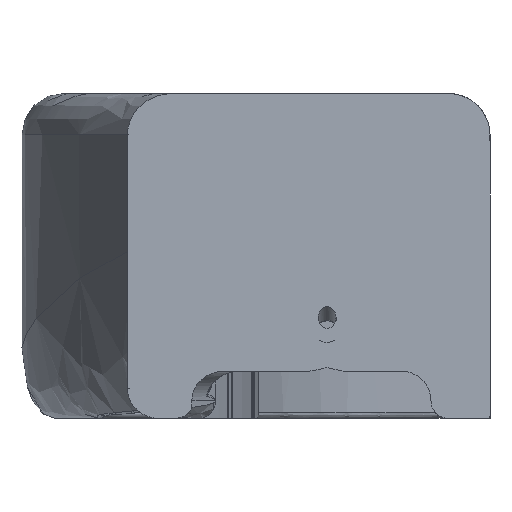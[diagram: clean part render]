
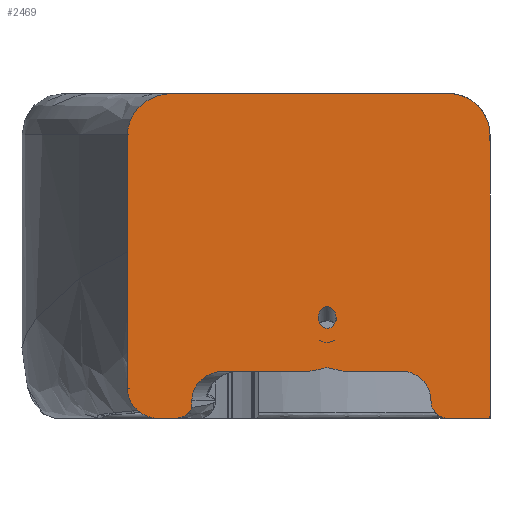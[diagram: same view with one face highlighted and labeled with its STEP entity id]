
A CAD part, front view. The second image highlights one B-rep face of the part: STEP entity #2469.
In plain terms, the highlighted planar face has unit normal (0, -1, 0).
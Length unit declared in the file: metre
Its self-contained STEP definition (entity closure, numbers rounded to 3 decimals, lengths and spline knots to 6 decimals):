
#95=ELLIPSE('',#2653,0.001831,0.0015);
#96=ELLIPSE('',#2656,0.005391,0.005);
#106=CIRCLE('',#2629,0.003);
#118=CIRCLE('',#2654,0.005);
#119=CIRCLE('',#2655,0.007);
#209=PLANE('',#2652);
#267=B_SPLINE_CURVE_WITH_KNOTS('',3,(#3749,#3750,#3751,#3752,#3753),
 .UNSPECIFIED.,.F.,.F.,(4,1,4),(0.,0.001844,0.003687),
 .UNSPECIFIED.);
#301=B_SPLINE_CURVE_WITH_KNOTS('',3,(#4154,#4155,#4156,#4157,#4158,#4159,
#4160,#4161,#4162),.UNSPECIFIED.,.F.,.F.,(4,1,1,1,1,1,4),(0.,0.001684,
0.002526,0.003368,0.004211,0.005053,
0.006737),.UNSPECIFIED.);
#302=B_SPLINE_CURVE_WITH_KNOTS('',3,(#4169,#4170,#4171,#4172,#4173,#4174,
#4175),.UNSPECIFIED.,.F.,.F.,(4,1,1,1,4),(0.,0.002859,0.005717,
0.008576,0.011434),.UNSPECIFIED.);
#303=B_SPLINE_CURVE_WITH_KNOTS('',3,(#4179,#4180,#4181,#4182,#4183,#4184,
#4185),.UNSPECIFIED.,.F.,.F.,(4,1,1,1,4),(0.,0.25,0.5,0.75,1.),
 .UNSPECIFIED.);
#581=ORIENTED_EDGE('',*,*,#1347,.F.);
#582=ORIENTED_EDGE('',*,*,#1348,.T.);
#583=ORIENTED_EDGE('',*,*,#1349,.T.);
#584=ORIENTED_EDGE('',*,*,#1319,.T.);
#585=ORIENTED_EDGE('',*,*,#1350,.T.);
#586=ORIENTED_EDGE('',*,*,#1284,.T.);
#587=ORIENTED_EDGE('',*,*,#1351,.T.);
#588=ORIENTED_EDGE('',*,*,#1352,.T.);
#589=ORIENTED_EDGE('',*,*,#1353,.T.);
#590=ORIENTED_EDGE('',*,*,#1345,.T.);
#591=ORIENTED_EDGE('',*,*,#1354,.T.);
#592=ORIENTED_EDGE('',*,*,#1355,.F.);
#593=ORIENTED_EDGE('',*,*,#1356,.T.);
#594=ORIENTED_EDGE('',*,*,#1318,.T.);
#595=ORIENTED_EDGE('',*,*,#1290,.T.);
#596=ORIENTED_EDGE('',*,*,#1357,.F.);
#597=ORIENTED_EDGE('',*,*,#1358,.T.);
#1284=EDGE_CURVE('',#1679,#1678,#106,.F.);
#1290=EDGE_CURVE('',#1681,#1683,#267,.T.);
#1318=EDGE_CURVE('',#1695,#1681,#1906,.T.);
#1319=EDGE_CURVE('',#1706,#1707,#1907,.T.);
#1345=EDGE_CURVE('',#1732,#1731,#1910,.T.);
#1347=EDGE_CURVE('',#1733,#1733,#95,.F.);
#1348=EDGE_CURVE('',#1734,#1735,#1912,.T.);
#1349=EDGE_CURVE('',#1735,#1706,#301,.T.);
#1350=EDGE_CURVE('',#1707,#1679,#118,.T.);
#1351=EDGE_CURVE('',#1678,#1736,#1913,.T.);
#1352=EDGE_CURVE('',#1736,#1737,#1914,.T.);
#1353=EDGE_CURVE('',#1737,#1732,#119,.F.);
#1354=EDGE_CURVE('',#1731,#1738,#302,.T.);
#1355=EDGE_CURVE('',#1739,#1738,#1915,.T.);
#1356=EDGE_CURVE('',#1739,#1695,#303,.T.);
#1357=EDGE_CURVE('',#1740,#1683,#1916,.T.);
#1358=EDGE_CURVE('',#1740,#1734,#96,.T.);
#1678=VERTEX_POINT('',#3697);
#1679=VERTEX_POINT('',#3699);
#1681=VERTEX_POINT('',#3722);
#1683=VERTEX_POINT('',#3748);
#1695=VERTEX_POINT('',#3921);
#1706=VERTEX_POINT('',#3970);
#1707=VERTEX_POINT('',#3971);
#1731=VERTEX_POINT('',#4144);
#1732=VERTEX_POINT('',#4146);
#1733=VERTEX_POINT('',#4150);
#1734=VERTEX_POINT('',#4152);
#1735=VERTEX_POINT('',#4153);
#1736=VERTEX_POINT('',#4165);
#1737=VERTEX_POINT('',#4167);
#1738=VERTEX_POINT('',#4176);
#1739=VERTEX_POINT('',#4178);
#1740=VERTEX_POINT('',#4187);
#1906=LINE('',#3967,#1988);
#1907=LINE('',#3969,#1989);
#1910=LINE('',#4145,#1992);
#1912=LINE('',#4151,#1994);
#1913=LINE('',#4164,#1995);
#1914=LINE('',#4166,#1996);
#1915=LINE('',#4177,#1997);
#1916=LINE('',#4186,#1998);
#1988=VECTOR('',#2889,1.);
#1989=VECTOR('',#2892,1.);
#1992=VECTOR('',#2899,1.);
#1994=VECTOR('',#2905,1.);
#1995=VECTOR('',#2908,1.);
#1996=VECTOR('',#2909,1.);
#1997=VECTOR('',#2912,1.);
#1998=VECTOR('',#2913,1.);
#2075=EDGE_LOOP('',(#581));
#2076=EDGE_LOOP('',(#582,#583,#584,#585,#586,#587,#588,#589,#590,#591,#592,
#593,#594,#595,#596,#597));
#2253=FACE_BOUND('',#2075,.T.);
#2254=FACE_BOUND('',#2076,.T.);
#2469=ADVANCED_FACE('',(#2253,#2254),#209,.F.);
#2629=AXIS2_PLACEMENT_3D('',#3698,#2843,#2844);
#2652=AXIS2_PLACEMENT_3D('',#4148,#2901,#2902);
#2653=AXIS2_PLACEMENT_3D('',#4149,#2903,#2904);
#2654=AXIS2_PLACEMENT_3D('',#4163,#2906,#2907);
#2655=AXIS2_PLACEMENT_3D('',#4168,#2910,#2911);
#2656=AXIS2_PLACEMENT_3D('',#4188,#2914,#2915);
#2843=DIRECTION('',(0.,1.,0.));
#2844=DIRECTION('',(0.,0.,1.));
#2889=DIRECTION('',(1.,0.,0.));
#2892=DIRECTION('',(1.,0.,0.));
#2899=DIRECTION('',(-1.,0.,0.));
#2901=DIRECTION('',(0.,1.,0.));
#2902=DIRECTION('',(0.,0.,1.));
#2903=DIRECTION('',(0.,1.,0.));
#2904=DIRECTION('',(0.,0.,1.));
#2905=DIRECTION('',(1.,0.,0.));
#2906=DIRECTION('',(0.,1.,0.));
#2907=DIRECTION('',(0.,0.,1.));
#2908=DIRECTION('',(1.,0.,0.));
#2909=DIRECTION('',(0.,0.,1.));
#2910=DIRECTION('',(0.,1.,0.));
#2911=DIRECTION('',(0.,0.,1.));
#2912=DIRECTION('',(0.,0.,1.));
#2913=DIRECTION('',(0.,0.,-1.));
#2914=DIRECTION('',(0.,1.,0.));
#2915=DIRECTION('',(-1.,0.,0.));
#3697=CARTESIAN_POINT('',(-0.182,0.044474,-0.055));
#3698=CARTESIAN_POINT('',(-0.182,0.044474,-0.052));
#3699=CARTESIAN_POINT('',(-0.185,0.044474,-0.052));
#3722=CARTESIAN_POINT('',(-0.22842,0.044474,-0.055));
#3748=CARTESIAN_POINT('',(-0.225451,0.044474,-0.053137));
#3749=CARTESIAN_POINT('',(-0.22842,0.044474,-0.055));
#3750=CARTESIAN_POINT('',(-0.227797,0.044474,-0.055));
#3751=CARTESIAN_POINT('',(-0.22657,0.044474,-0.054661));
#3752=CARTESIAN_POINT('',(-0.225702,0.044474,-0.053709));
#3753=CARTESIAN_POINT('',(-0.225451,0.044474,-0.053137));
#3921=CARTESIAN_POINT('',(-0.230891,0.044474,-0.055));
#3967=CARTESIAN_POINT('',(-0.176485,0.044474,-0.055));
#3969=CARTESIAN_POINT('',(-0.176485,0.044474,-0.047));
#3970=CARTESIAN_POINT('',(-0.19922,0.044474,-0.047));
#3971=CARTESIAN_POINT('',(-0.19,0.044474,-0.047));
#4144=CARTESIAN_POINT('',(-0.228713,0.044474,0.));
#4145=CARTESIAN_POINT('',(-0.176485,0.044474,0.));
#4146=CARTESIAN_POINT('',(-0.182,0.044474,0.));
#4148=CARTESIAN_POINT('',(-0.176485,0.044474,-0.055002));
#4149=CARTESIAN_POINT('',(-0.20256,0.044474,-0.037915));
#4150=CARTESIAN_POINT('',(-0.20256,0.044474,-0.036084));
#4151=CARTESIAN_POINT('',(-0.176485,0.044474,-0.047));
#4152=CARTESIAN_POINT('',(-0.220061,0.044474,-0.047));
#4153=CARTESIAN_POINT('',(-0.2059,0.044474,-0.047));
#4154=CARTESIAN_POINT('',(-0.2059,0.044474,-0.047));
#4155=CARTESIAN_POINT('',(-0.205334,0.044474,-0.047));
#4156=CARTESIAN_POINT('',(-0.2045,0.044474,-0.046859));
#4157=CARTESIAN_POINT('',(-0.203416,0.044474,-0.046542));
#4158=CARTESIAN_POINT('',(-0.202578,0.044474,-0.046364));
#4159=CARTESIAN_POINT('',(-0.201723,0.044474,-0.046535));
#4160=CARTESIAN_POINT('',(-0.200633,0.044474,-0.046857));
#4161=CARTESIAN_POINT('',(-0.199792,0.044474,-0.047));
#4162=CARTESIAN_POINT('',(-0.19922,0.044474,-0.047));
#4163=CARTESIAN_POINT('',(-0.19,0.044474,-0.052));
#4164=CARTESIAN_POINT('',(-0.176485,0.044474,-0.055));
#4165=CARTESIAN_POINT('',(-0.175,0.044474,-0.055));
#4166=CARTESIAN_POINT('',(-0.175,0.044474,-0.055002));
#4167=CARTESIAN_POINT('',(-0.175,0.044474,-0.007));
#4168=CARTESIAN_POINT('',(-0.182,0.044474,-0.007));
#4169=CARTESIAN_POINT('',(-0.228713,0.044474,0.));
#4170=CARTESIAN_POINT('',(-0.22968,0.044474,0.));
#4171=CARTESIAN_POINT('',(-0.231583,0.044474,-0.000334));
#4172=CARTESIAN_POINT('',(-0.234111,0.044474,-0.001801));
#4173=CARTESIAN_POINT('',(-0.235901,0.044474,-0.004125));
#4174=CARTESIAN_POINT('',(-0.236345,0.044474,-0.006031));
#4175=CARTESIAN_POINT('',(-0.236345,0.044474,-0.007));
#4176=CARTESIAN_POINT('',(-0.236345,0.044474,-0.007));
#4177=CARTESIAN_POINT('',(-0.236345,0.044474,-0.055002));
#4178=CARTESIAN_POINT('',(-0.236345,0.044474,-0.049999));
#4179=CARTESIAN_POINT('',(-0.236345,0.044474,-0.049999));
#4180=CARTESIAN_POINT('',(-0.236345,0.044474,-0.05069));
#4181=CARTESIAN_POINT('',(-0.236029,0.044474,-0.052049));
#4182=CARTESIAN_POINT('',(-0.234752,0.044474,-0.053712));
#4183=CARTESIAN_POINT('',(-0.232943,0.044474,-0.054761));
#4184=CARTESIAN_POINT('',(-0.231587,0.044474,-0.055));
#4185=CARTESIAN_POINT('',(-0.230891,0.044474,-0.055));
#4186=CARTESIAN_POINT('',(-0.225451,0.044474,-0.046998));
#4187=CARTESIAN_POINT('',(-0.225451,0.044474,-0.052));
#4188=CARTESIAN_POINT('',(-0.220061,0.044474,-0.052));
